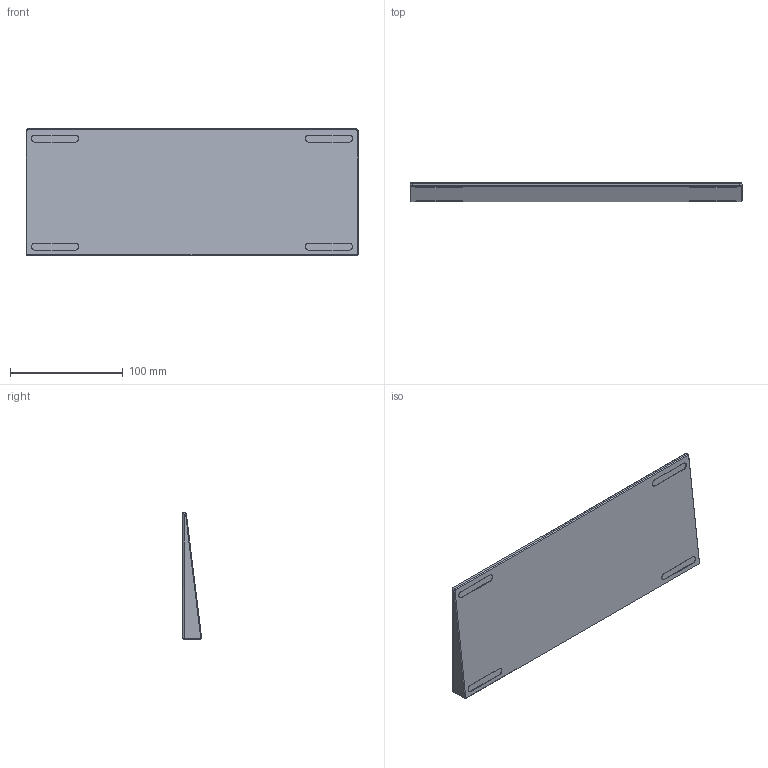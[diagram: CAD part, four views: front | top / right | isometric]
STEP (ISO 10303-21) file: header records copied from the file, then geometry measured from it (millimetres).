
FILE_DESCRIPTION(/* description */ (''),/* implementation_level */ '2;1');
FILE_NAME(/* name */ 'weight.step',/* time_stamp */ '2022-05-09T22:02:57-04:00',/* author */ (''),/* organization */ (''),/* preprocessor_version */ 'ST-DEVELOPER v18.1',/* originating_system */ 'Autodesk Translation Framework v10.14.0.1471',/* authorisation */ '');
FILE_SCHEMA (('AUTOMOTIVE_DESIGN { 1 0 10303 214 3 1 1 }'));
Length unit declared in the file: millimetre
Products named in the file (1): weight
Bounding box: 294.3 x 17.16 x 112.42 mm (x, y, z)
Volume: 290088.7 mm3; surface area: 77989 mm2
Topology: 1 solids, 1 shells, 1276 faces, 3479 edges, 2280 vertices
Faces by surface type: bspline 585, plane 552, cylinder 79, cone 60
Full cylindrical faces by diameter (mm): 2 x8
Entity records: 44335 total; most frequent: CARTESIAN_POINT 14937, ORIENTED_EDGE 6942, DIRECTION 4716, EDGE_CURVE 3471, VERTEX_POINT 2280, LINE 2098, VECTOR 2098, EDGE_LOOP 1361
